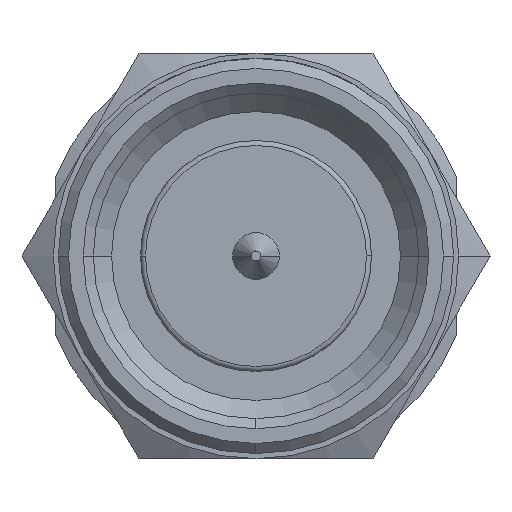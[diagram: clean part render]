
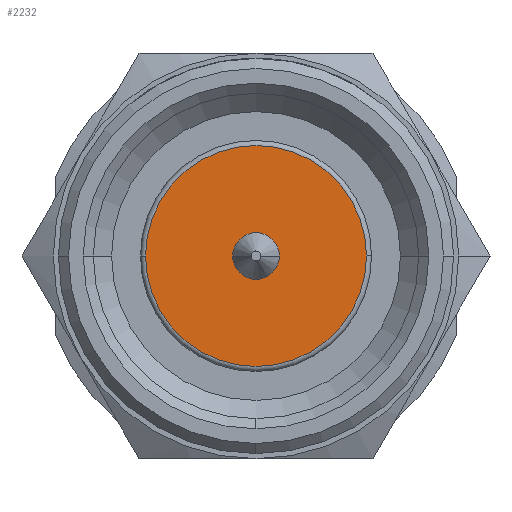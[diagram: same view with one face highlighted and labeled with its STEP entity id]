
A CAD part, left-side view. The second image highlights one B-rep face of the part: STEP entity #2232.
In plain terms, the highlighted planar face has unit normal (-1, 0, 0).
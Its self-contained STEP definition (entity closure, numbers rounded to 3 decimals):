
#312 = DIRECTION ( 'NONE',  ( -1., 0., 0. ) ) ;
#464 = ORIENTED_EDGE ( 'NONE', *, *, #4192, .F. ) ;
#687 = CARTESIAN_POINT ( 'NONE',  ( 3.15, 0., 0. ) ) ;
#815 = CIRCLE ( 'NONE', #4374, 2.18 ) ;
#912 = DIRECTION ( 'NONE',  ( 1., 0., 0. ) ) ;
#1096 = EDGE_CURVE ( 'NONE', #2560, #3361, #2489, .T. ) ;
#1203 = DIRECTION ( 'NONE',  ( 0., 0., 1. ) ) ;
#1305 = AXIS2_PLACEMENT_3D ( 'NONE', #5957, #4162, #2706 ) ;
#1314 = CARTESIAN_POINT ( 'NONE',  ( 3.15, -2.18, 0. ) ) ;
#1316 = EDGE_CURVE ( 'NONE', #3096, #3735, #815, .T. ) ;
#1433 = CIRCLE ( 'NONE', #4893, 2.18 ) ;
#1497 = CARTESIAN_POINT ( 'NONE',  ( 3.15, 0., 0. ) ) ;
#1682 = EDGE_LOOP ( 'NONE', ( #3923, #464 ) ) ;
#1707 = FACE_OUTER_BOUND ( 'NONE', #1682, .T. ) ;
#2191 = DIRECTION ( 'NONE',  ( 0., 1., 0. ) ) ;
#2221 = AXIS2_PLACEMENT_3D ( 'NONE', #5496, #4452, #3144 ) ;
#2232 = ADVANCED_FACE ( 'NONE', ( #5968, #1707 ), #3123, .T. ) ;
#2489 = CIRCLE ( 'NONE', #1305, 0.46 ) ;
#2560 = VERTEX_POINT ( 'NONE', #5309 ) ;
#2607 = CIRCLE ( 'NONE', #2221, 0.46 ) ;
#2706 = DIRECTION ( 'NONE',  ( 0., 1., 0. ) ) ;
#2744 = EDGE_CURVE ( 'NONE', #3361, #2560, #2607, .T. ) ;
#2896 = ORIENTED_EDGE ( 'NONE', *, *, #2744, .F. ) ;
#2913 = DIRECTION ( 'NONE',  ( 0., -1., 0. ) ) ;
#2969 = EDGE_LOOP ( 'NONE', ( #2896, #3535 ) ) ;
#3096 = VERTEX_POINT ( 'NONE', #1314 ) ;
#3115 = CARTESIAN_POINT ( 'NONE',  ( 3.15, 0., 0. ) ) ;
#3123 = PLANE ( 'NONE',  #3188 ) ;
#3144 = DIRECTION ( 'NONE',  ( 0., -1., 0. ) ) ;
#3188 = AXIS2_PLACEMENT_3D ( 'NONE', #687, #312, #1203 ) ;
#3361 = VERTEX_POINT ( 'NONE', #4491 ) ;
#3535 = ORIENTED_EDGE ( 'NONE', *, *, #1096, .F. ) ;
#3735 = VERTEX_POINT ( 'NONE', #4366 ) ;
#3923 = ORIENTED_EDGE ( 'NONE', *, *, #1316, .F. ) ;
#4106 = DIRECTION ( 'NONE',  ( 1., 0., 0. ) ) ;
#4162 = DIRECTION ( 'NONE',  ( -1., 0., 0. ) ) ;
#4192 = EDGE_CURVE ( 'NONE', #3735, #3096, #1433, .T. ) ;
#4366 = CARTESIAN_POINT ( 'NONE',  ( 3.15, 2.18, 0. ) ) ;
#4374 = AXIS2_PLACEMENT_3D ( 'NONE', #1497, #912, #2913 ) ;
#4452 = DIRECTION ( 'NONE',  ( -1., 0., 0. ) ) ;
#4491 = CARTESIAN_POINT ( 'NONE',  ( 3.15, -0.46, 0. ) ) ;
#4893 = AXIS2_PLACEMENT_3D ( 'NONE', #3115, #4106, #2191 ) ;
#5309 = CARTESIAN_POINT ( 'NONE',  ( 3.15, 0.46, 0. ) ) ;
#5496 = CARTESIAN_POINT ( 'NONE',  ( 3.15, 0., 0. ) ) ;
#5957 = CARTESIAN_POINT ( 'NONE',  ( 3.15, 0., 0. ) ) ;
#5968 = FACE_BOUND ( 'NONE', #2969, .T. ) ;
